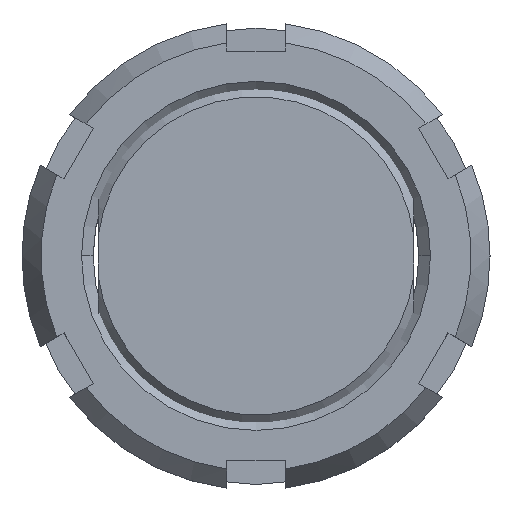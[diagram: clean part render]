
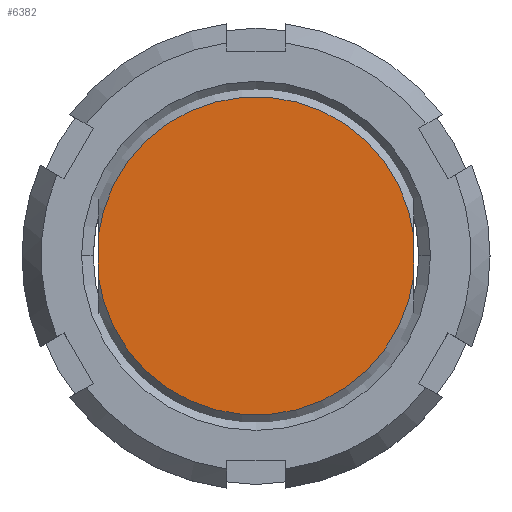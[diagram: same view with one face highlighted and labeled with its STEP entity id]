
A CAD part, top view. The second image highlights one B-rep face of the part: STEP entity #6382.
In plain terms, the highlighted planar face has unit normal (0, 0, 1).
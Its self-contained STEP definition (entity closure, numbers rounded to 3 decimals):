
#2250=VERTEX_POINT('',#6519);
#2346=VERTEX_POINT('',#6627);
#2366=EDGE_CURVE('',#2250,#3576,#6648,.T.);
#3116=EDGE_CURVE('',#2346,#2250,#7482,.T.);
#3576=VERTEX_POINT('',#7996);
#4084=VERTEX_POINT('',#8559);
#4804=EDGE_CURVE('',#3576,#4084,#9364,.T.);
#5056=EDGE_CURVE('',#4084,#2346,#9634,.T.);
#6382=ADVANCED_FACE('',(#11088),#11089,.T.);
#6519=CARTESIAN_POINT('',(-6.75,0.823,18.5));
#6627=CARTESIAN_POINT('',(6.75,0.823,18.5));
#6648=LINE('',#11504,#11505);
#7482=CIRCLE('',#13015,6.8);
#7996=CARTESIAN_POINT('',(-6.75,-0.823,18.5));
#8559=CARTESIAN_POINT('',(6.75,-0.823,18.5));
#9364=CIRCLE('',#16524,6.8);
#9634=LINE('',#17053,#17054);
#11088=FACE_OUTER_BOUND('',#19883,.T.);
#11089=PLANE('',#19884);
#11504=CARTESIAN_POINT('',(-6.75,0.823,18.5));
#11505=VECTOR('',#20148,1.646);
#13015=AXIS2_PLACEMENT_3D('',#21043,#21044,#21045);
#16524=AXIS2_PLACEMENT_3D('',#23196,#23197,#23198);
#17053=CARTESIAN_POINT('',(6.75,-0.823,18.5));
#17054=VECTOR('',#23417,1.646);
#19883=EDGE_LOOP('',(#24843,#24844,#24845,#24846));
#19884=AXIS2_PLACEMENT_3D('',#24847,#24848,#24849);
#20148=DIRECTION('',(0.0,-1.0,0.0));
#21043=CARTESIAN_POINT('',(0.0,0.0,18.5));
#21044=DIRECTION('',(0.0,0.0,1.0));
#21045=DIRECTION('',(1.0,0.0,0.0));
#23196=CARTESIAN_POINT('',(0.0,0.0,18.5));
#23197=DIRECTION('',(0.0,0.0,1.0));
#23198=DIRECTION('',(1.0,0.0,0.0));
#23417=DIRECTION('',(0.0,1.0,0.0));
#24843=ORIENTED_EDGE('',*,*,#5056,.T.);
#24844=ORIENTED_EDGE('',*,*,#3116,.T.);
#24845=ORIENTED_EDGE('',*,*,#2366,.T.);
#24846=ORIENTED_EDGE('',*,*,#4804,.T.);
#24847=CARTESIAN_POINT('',(3.4,0.0,18.5));
#24848=DIRECTION('',(0.0,0.0,1.0));
#24849=DIRECTION('',(1.0,0.0,0.0));
